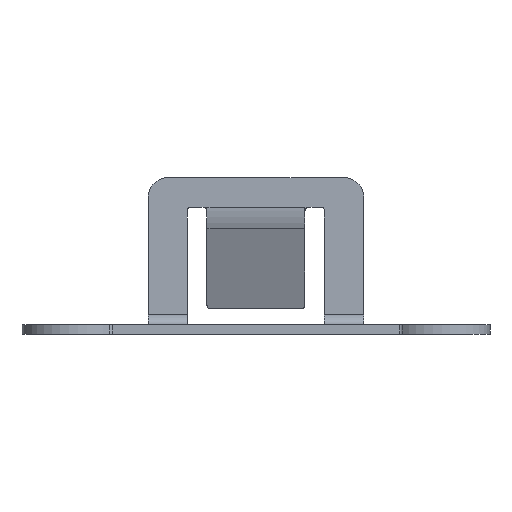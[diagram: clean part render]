
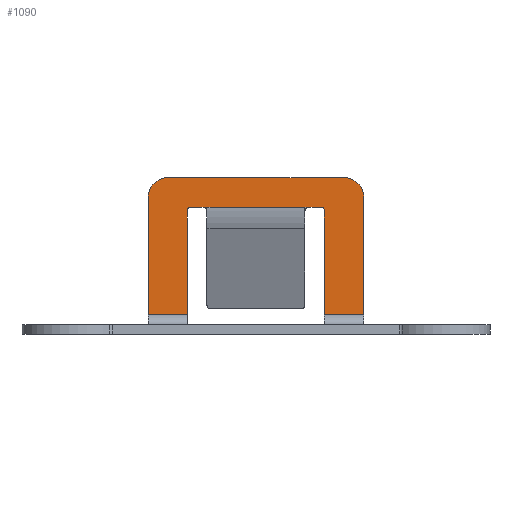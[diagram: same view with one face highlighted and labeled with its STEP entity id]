
A CAD part, front view. The second image highlights one B-rep face of the part: STEP entity #1090.
In plain terms, the highlighted planar face has unit normal (0, -1, 0).
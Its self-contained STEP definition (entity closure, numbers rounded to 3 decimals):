
#809=FACE_OUTER_BOUND('',#1491,.T.);
#1090=ADVANCED_FACE('',(#809),#1241,.T.);
#1241=PLANE('',#4802);
#1491=EDGE_LOOP('',(#2297,#2298,#2299,#2300,#2301,#2302,#2303,#2304,#2305,
#2306,#2307,#2308,#2309,#2310,#2311,#2312));
#1660=CIRCLE('',#4658,1.);
#1711=CIRCLE('',#4767,0.2);
#1725=CIRCLE('',#4796,1.);
#1728=CIRCLE('',#4801,0.2);
#2297=ORIENTED_EDGE('',*,*,#3580,.T.);
#2298=ORIENTED_EDGE('',*,*,#3581,.F.);
#2299=ORIENTED_EDGE('',*,*,#3578,.T.);
#2300=ORIENTED_EDGE('',*,*,#3582,.F.);
#2301=ORIENTED_EDGE('',*,*,#3575,.T.);
#2302=ORIENTED_EDGE('',*,*,#3366,.T.);
#2303=ORIENTED_EDGE('',*,*,#3367,.T.);
#2304=ORIENTED_EDGE('',*,*,#3506,.F.);
#2305=ORIENTED_EDGE('',*,*,#3371,.T.);
#2306=ORIENTED_EDGE('',*,*,#3523,.F.);
#2307=ORIENTED_EDGE('',*,*,#3526,.T.);
#2308=ORIENTED_EDGE('',*,*,#3529,.T.);
#2309=ORIENTED_EDGE('',*,*,#3544,.T.);
#2310=ORIENTED_EDGE('',*,*,#3548,.T.);
#2311=ORIENTED_EDGE('',*,*,#3545,.T.);
#2312=ORIENTED_EDGE('',*,*,#3567,.T.);
#2993=VERTEX_POINT('',#6313);
#2996=VERTEX_POINT('',#6318);
#2997=VERTEX_POINT('',#6322);
#2999=VERTEX_POINT('',#6328);
#3000=VERTEX_POINT('',#6330);
#3087=VERTEX_POINT('',#6703);
#3089=VERTEX_POINT('',#6709);
#3091=VERTEX_POINT('',#6715);
#3101=VERTEX_POINT('',#6773);
#3102=VERTEX_POINT('',#6792);
#3103=VERTEX_POINT('',#6793);
#3114=VERTEX_POINT('',#6872);
#3120=VERTEX_POINT('',#6888);
#3121=VERTEX_POINT('',#6892);
#3122=VERTEX_POINT('',#6894);
#3123=VERTEX_POINT('',#6898);
#3366=EDGE_CURVE('',#2993,#2996,#3879,.T.);
#3367=EDGE_CURVE('',#2996,#2997,#1660,.T.);
#3371=EDGE_CURVE('',#3000,#2999,#3881,.T.);
#3506=EDGE_CURVE('',#3000,#2997,#3968,.T.);
#3523=EDGE_CURVE('',#3087,#2999,#3981,.T.);
#3526=EDGE_CURVE('',#3087,#3089,#1711,.T.);
#3529=EDGE_CURVE('',#3089,#3091,#3985,.T.);
#3544=EDGE_CURVE('',#3091,#3101,#3992,.T.);
#3545=EDGE_CURVE('',#3102,#3103,#3993,.T.);
#3548=EDGE_CURVE('',#3101,#3102,#3994,.T.);
#3567=EDGE_CURVE('',#3103,#3114,#4007,.T.);
#3575=EDGE_CURVE('',#3120,#2993,#1725,.T.);
#3578=EDGE_CURVE('',#3122,#3121,#4014,.T.);
#3580=EDGE_CURVE('',#3114,#3123,#1728,.T.);
#3581=EDGE_CURVE('',#3122,#3123,#4015,.T.);
#3582=EDGE_CURVE('',#3120,#3121,#4016,.T.);
#3879=LINE('',#6319,#4288);
#3881=LINE('',#6329,#4290);
#3968=LINE('',#6672,#4377);
#3981=LINE('',#6704,#4390);
#3985=LINE('',#6716,#4394);
#3992=LINE('',#6774,#4401);
#3993=LINE('',#6791,#4402);
#3994=LINE('',#6816,#4403);
#4007=LINE('',#6871,#4416);
#4014=LINE('',#6893,#4423);
#4015=LINE('',#6899,#4424);
#4016=LINE('',#6900,#4425);
#4288=VECTOR('',#5124,1.);
#4290=VECTOR('',#5136,1.);
#4377=VECTOR('',#5411,1.);
#4390=VECTOR('',#5442,1.);
#4394=VECTOR('',#5454,1.);
#4401=VECTOR('',#5479,1.);
#4402=VECTOR('',#5480,1.);
#4403=VECTOR('',#5483,1.);
#4416=VECTOR('',#5522,1.);
#4423=VECTOR('',#5543,1.);
#4424=VECTOR('',#5550,1.);
#4425=VECTOR('',#5551,1.);
#4658=AXIS2_PLACEMENT_3D('',#6321,#5127,#5128);
#4767=AXIS2_PLACEMENT_3D('',#6710,#5448,#5449);
#4796=AXIS2_PLACEMENT_3D('',#6887,#5536,#5537);
#4801=AXIS2_PLACEMENT_3D('',#6897,#5548,#5549);
#4802=AXIS2_PLACEMENT_3D('',#6901,#5552,#5553);
#5124=DIRECTION('',(-1.,0.,0.));
#5127=DIRECTION('',(0.,-1.,0.));
#5128=DIRECTION('',(0.,0.,1.));
#5136=DIRECTION('',(1.,0.,0.));
#5411=DIRECTION('',(0.,0.,1.));
#5442=DIRECTION('',(0.,0.,-1.));
#5448=DIRECTION('',(0.,1.,0.));
#5449=DIRECTION('',(-1.,0.,0.));
#5454=DIRECTION('',(1.,0.,0.));
#5479=DIRECTION('',(1.,0.,0.));
#5480=DIRECTION('',(1.,0.,0.));
#5483=DIRECTION('',(1.,0.,0.));
#5522=DIRECTION('',(1.,0.,0.));
#5536=DIRECTION('',(0.,-1.,0.));
#5537=DIRECTION('',(1.,0.,0.));
#5543=DIRECTION('',(1.,0.,0.));
#5548=DIRECTION('',(0.,1.,0.));
#5549=DIRECTION('',(0.,0.,1.));
#5550=DIRECTION('',(0.,0.,1.));
#5551=DIRECTION('',(0.,0.,-1.));
#5552=DIRECTION('',(0.,-1.,0.));
#5553=DIRECTION('',(1.,0.,0.));
#6313=CARTESIAN_POINT('',(4.5,1.1,8.));
#6318=CARTESIAN_POINT('',(-4.5,1.1,8.));
#6319=CARTESIAN_POINT('',(4.5,1.1,8.));
#6321=CARTESIAN_POINT('',(-4.5,1.1,7.));
#6322=CARTESIAN_POINT('',(-5.5,1.1,7.));
#6328=CARTESIAN_POINT('',(-3.5,1.1,1.));
#6329=CARTESIAN_POINT('',(-5.5,1.1,1.));
#6330=CARTESIAN_POINT('',(-5.5,1.1,1.));
#6672=CARTESIAN_POINT('',(-5.5,1.1,1.));
#6703=CARTESIAN_POINT('',(-3.5,1.1,6.3));
#6704=CARTESIAN_POINT('',(-3.5,1.1,6.3));
#6709=CARTESIAN_POINT('',(-3.3,1.1,6.5));
#6710=CARTESIAN_POINT('',(-3.3,1.1,6.3));
#6715=CARTESIAN_POINT('',(-2.7,1.1,6.5));
#6716=CARTESIAN_POINT('',(-3.3,1.1,6.5));
#6773=CARTESIAN_POINT('',(-2.5,1.1,6.5));
#6774=CARTESIAN_POINT('',(-2.7,1.1,6.5));
#6791=CARTESIAN_POINT('',(2.5,1.1,6.5));
#6792=CARTESIAN_POINT('',(2.5,1.1,6.5));
#6793=CARTESIAN_POINT('',(2.7,1.1,6.5));
#6816=CARTESIAN_POINT('',(-2.5,1.1,6.5));
#6871=CARTESIAN_POINT('',(2.7,1.1,6.5));
#6872=CARTESIAN_POINT('',(3.3,1.1,6.5));
#6887=CARTESIAN_POINT('',(4.5,1.1,7.));
#6888=CARTESIAN_POINT('',(5.5,1.1,7.));
#6892=CARTESIAN_POINT('',(5.5,1.1,1.));
#6893=CARTESIAN_POINT('',(3.5,1.1,1.));
#6894=CARTESIAN_POINT('',(3.5,1.1,1.));
#6897=CARTESIAN_POINT('',(3.3,1.1,6.3));
#6898=CARTESIAN_POINT('',(3.5,1.1,6.3));
#6899=CARTESIAN_POINT('',(3.5,1.1,1.));
#6900=CARTESIAN_POINT('',(5.5,1.1,7.));
#6901=CARTESIAN_POINT('',(-5.6,1.1,0.4));
